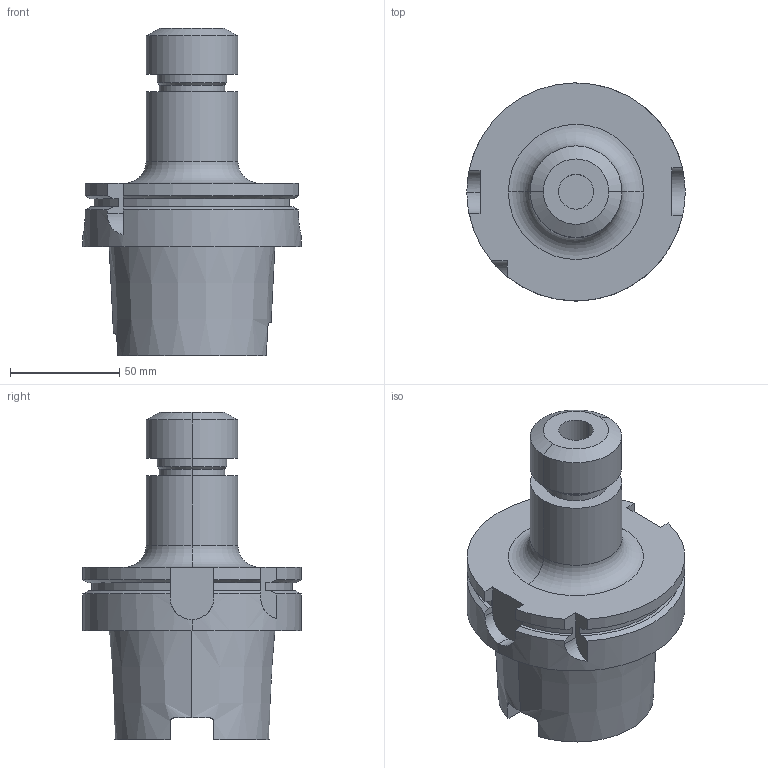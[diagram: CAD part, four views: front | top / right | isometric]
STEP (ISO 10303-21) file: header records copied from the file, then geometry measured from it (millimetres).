
FILE_DESCRIPTION (( 'STEP AP203' ), '1' );
FILE_NAME ('STP-31494.STEP', '2018-09-25T02:37:18', ( '' ), ( '' ), 'SwSTEP 2.0', 'SolidWorks 2015', '' );
FILE_SCHEMA (( 'CONFIG_CONTROL_DESIGN' ));
Length unit declared in the file: millimetre
Products named in the file (1): STP-31494
Bounding box: 100 x 100 x 150 mm (x, y, z)
Volume: 352227.8 mm3; surface area: 60227.1 mm2
Topology: 1 solids, 1 shells, 81 faces, 203 edges, 129 vertices
Faces by surface type: cylinder 32, plane 29, cone 14, torus 6
Entity records: 2746 total; most frequent: CARTESIAN_POINT 713, DIRECTION 421, ORIENTED_EDGE 406, EDGE_CURVE 203, AXIS2_PLACEMENT_3D 165, VERTEX_POINT 129, VECTOR 91, LINE 91
